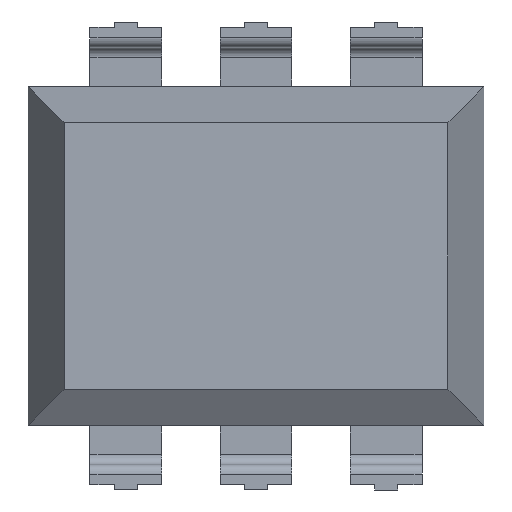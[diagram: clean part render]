
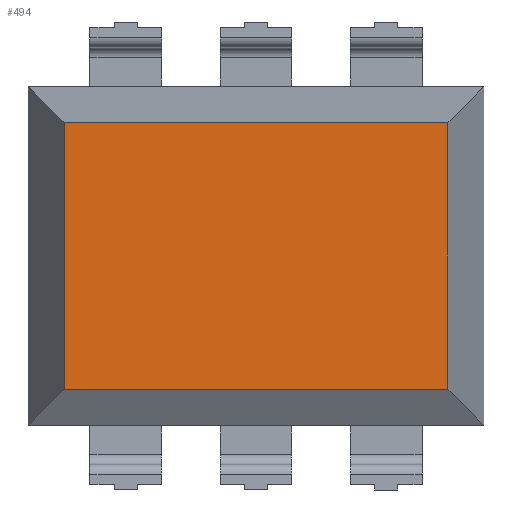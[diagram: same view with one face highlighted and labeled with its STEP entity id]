
A CAD part, front view. The second image highlights one B-rep face of the part: STEP entity #494.
In plain terms, the highlighted planar face has unit normal (0, -1, 0).
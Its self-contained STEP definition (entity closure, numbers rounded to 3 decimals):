
#217 = VECTOR ( 'NONE', #3250, 1000. ) ;
#494 = ADVANCED_FACE ( 'NONE', ( #751 ), #1834, .F. ) ;
#595 = ORIENTED_EDGE ( 'NONE', *, *, #3506, .T. ) ;
#705 = ORIENTED_EDGE ( 'NONE', *, *, #3463, .T. ) ;
#742 = VERTEX_POINT ( 'NONE', #2017 ) ;
#751 = FACE_OUTER_BOUND ( 'NONE', #1381, .T. ) ;
#815 = AXIS2_PLACEMENT_3D ( 'NONE', #1908, #1822, #1800 ) ;
#989 = DIRECTION ( 'NONE',  ( -1., 0., 0. ) ) ;
#1266 = CARTESIAN_POINT ( 'NONE',  ( 0., 0., -0.7 ) ) ;
#1381 = EDGE_LOOP ( 'NONE', ( #705, #595, #2037, #3399 ) ) ;
#1400 = LINE ( 'NONE', #2721, #1972 ) ;
#1544 = CARTESIAN_POINT ( 'NONE',  ( 0., 0., -5.9 ) ) ;
#1800 = DIRECTION ( 'NONE',  ( 0., 0., 1. ) ) ;
#1822 = DIRECTION ( 'NONE',  ( 0., 1., 0. ) ) ;
#1834 = PLANE ( 'NONE',  #815 ) ;
#1908 = CARTESIAN_POINT ( 'NONE',  ( 0., 0., 0. ) ) ;
#1967 = CARTESIAN_POINT ( 'NONE',  ( -0.7, 0., -5.9 ) ) ;
#1972 = VECTOR ( 'NONE', #3579, 1000. ) ;
#2017 = CARTESIAN_POINT ( 'NONE',  ( -8.19, 0., -0.7 ) ) ;
#2037 = ORIENTED_EDGE ( 'NONE', *, *, #3559, .T. ) ;
#2041 = VERTEX_POINT ( 'NONE', #2992 ) ;
#2151 = VECTOR ( 'NONE', #2993, 1000. ) ;
#2330 = VERTEX_POINT ( 'NONE', #1967 ) ;
#2572 = VERTEX_POINT ( 'NONE', #3500 ) ;
#2721 = CARTESIAN_POINT ( 'NONE',  ( -8.19, 0., 0. ) ) ;
#2917 = LINE ( 'NONE', #1266, #3589 ) ;
#2992 = CARTESIAN_POINT ( 'NONE',  ( -8.19, 0., -5.9 ) ) ;
#2993 = DIRECTION ( 'NONE',  ( 0., 0., 1. ) ) ;
#3101 = LINE ( 'NONE', #1544, #217 ) ;
#3250 = DIRECTION ( 'NONE',  ( 1., 0., 0. ) ) ;
#3275 = CARTESIAN_POINT ( 'NONE',  ( -0.7, 0., 0. ) ) ;
#3399 = ORIENTED_EDGE ( 'NONE', *, *, #3584, .T. ) ;
#3463 = EDGE_CURVE ( 'NONE', #2041, #2330, #3101, .T. ) ;
#3500 = CARTESIAN_POINT ( 'NONE',  ( -0.7, 0., -0.7 ) ) ;
#3506 = EDGE_CURVE ( 'NONE', #2330, #2572, #3683, .T. ) ;
#3559 = EDGE_CURVE ( 'NONE', #2572, #742, #2917, .T. ) ;
#3579 = DIRECTION ( 'NONE',  ( 0., 0., -1. ) ) ;
#3584 = EDGE_CURVE ( 'NONE', #742, #2041, #1400, .T. ) ;
#3589 = VECTOR ( 'NONE', #989, 1000. ) ;
#3683 = LINE ( 'NONE', #3275, #2151 ) ;
